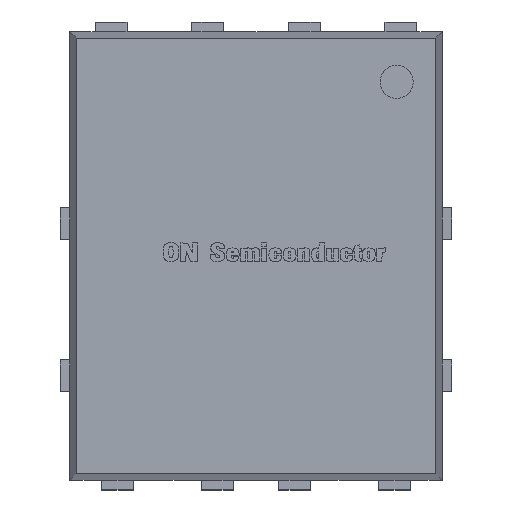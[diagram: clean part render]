
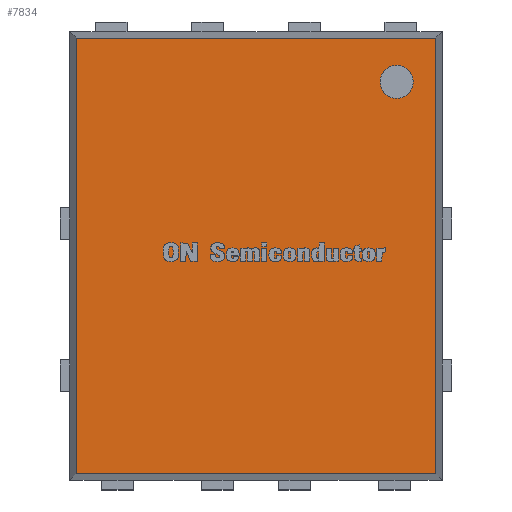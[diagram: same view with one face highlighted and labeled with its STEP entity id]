
A CAD part, top view. The second image highlights one B-rep face of the part: STEP entity #7834.
In plain terms, the highlighted planar face has unit normal (0, 0, 1).
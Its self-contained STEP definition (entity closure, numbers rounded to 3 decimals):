
#732=LINE('',#10619,#1578);
#733=LINE('',#10622,#1579);
#736=LINE('',#10627,#1582);
#737=LINE('',#10628,#1583);
#1578=VECTOR('',#8994,10.);
#1579=VECTOR('',#8997,10.);
#1582=VECTOR('',#9002,10.);
#1583=VECTOR('',#9003,10.);
#2234=FACE_BOUND('',#2770,.T.);
#2320=FACE_OUTER_BOUND('',#2769,.T.);
#2769=EDGE_LOOP('',(#5443,#5444,#5445,#5446));
#2770=EDGE_LOOP('',(#5447));
#3155=CIRCLE('',#8288,0.218);
#3157=VERTEX_POINT('',#10233);
#3278=VERTEX_POINT('',#10615);
#3279=VERTEX_POINT('',#10617);
#3280=VERTEX_POINT('',#10621);
#3281=VERTEX_POINT('',#10626);
#3931=EDGE_CURVE('',#3157,#3157,#3155,.T.);
#4123=EDGE_CURVE('',#3278,#3279,#732,.T.);
#4124=EDGE_CURVE('',#3280,#3278,#733,.T.);
#4127=EDGE_CURVE('',#3279,#3281,#736,.T.);
#4128=EDGE_CURVE('',#3281,#3280,#737,.T.);
#5443=ORIENTED_EDGE('',*,*,#4123,.T.);
#5444=ORIENTED_EDGE('',*,*,#4127,.T.);
#5445=ORIENTED_EDGE('',*,*,#4128,.T.);
#5446=ORIENTED_EDGE('',*,*,#4124,.T.);
#5447=ORIENTED_EDGE('',*,*,#3931,.T.);
#7525=PLANE('',#8361);
#7834=ADVANCED_FACE('',(#2320,#2234),#7525,.T.);
#8288=AXIS2_PLACEMENT_3D('',#10234,#8659,#8660);
#8361=AXIS2_PLACEMENT_3D('',#10625,#9000,#9001);
#8659=DIRECTION('center_axis',(0.,0.,-1.));
#8660=DIRECTION('ref_axis',(-1.,0.,0.));
#8994=DIRECTION('',(1.,0.,0.));
#8997=DIRECTION('',(0.,-1.,0.));
#9000=DIRECTION('center_axis',(0.,0.,1.));
#9001=DIRECTION('ref_axis',(1.,0.,0.));
#9002=DIRECTION('',(0.,1.,0.));
#9003=DIRECTION('',(-1.,0.,0.));
#10233=CARTESIAN_POINT('',(2.066,2.287,1.05));
#10234=CARTESIAN_POINT('Origin',(1.848,2.287,1.05));
#10615=CARTESIAN_POINT('',(-2.362,-2.862,1.05));
#10617=CARTESIAN_POINT('',(2.362,-2.862,1.05));
#10619=CARTESIAN_POINT('',(0.,-2.862,1.05));
#10621=CARTESIAN_POINT('',(-2.362,2.862,1.05));
#10622=CARTESIAN_POINT('',(-2.362,0.,1.05));
#10625=CARTESIAN_POINT('Origin',(0.,0.,1.05));
#10626=CARTESIAN_POINT('',(2.362,2.862,1.05));
#10627=CARTESIAN_POINT('',(2.362,0.,1.05));
#10628=CARTESIAN_POINT('',(0.,2.862,1.05));
